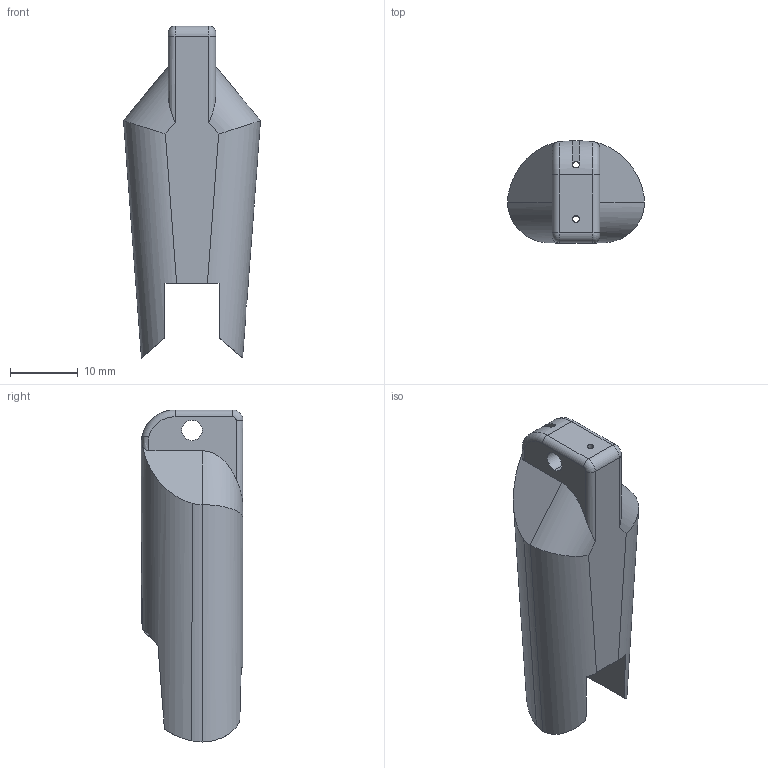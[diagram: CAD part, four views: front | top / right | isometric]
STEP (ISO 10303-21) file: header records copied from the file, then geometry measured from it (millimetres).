
FILE_DESCRIPTION (( 'STEP AP214' ), '1' );
FILE_NAME ('Falange_Proximal_Med.STEP', '2020-10-22T04:40:12', ( '' ), ( '' ), 'SwSTEP 2.0', 'SolidWorks 2020', '' );
FILE_SCHEMA (( 'AUTOMOTIVE_DESIGN' ));
Length unit declared in the file: millimetre
Products named in the file (1): Falange_Proximal_Med
Bounding box: 20.17 x 15 x 48.88 mm (x, y, z)
Volume: 7304.1 mm3; surface area: 3066.6 mm2
Topology: 1 solids, 1 shells, 62 faces, 173 edges, 111 vertices
Faces by surface type: cylinder 28, plane 19, bspline 11, torus 4
Entity records: 2748 total; most frequent: CARTESIAN_POINT 1299, ORIENTED_EDGE 344, DIRECTION 234, EDGE_CURVE 172, VERTEX_POINT 111, AXIS2_PLACEMENT_3D 86, EDGE_LOOP 69, LINE 62
